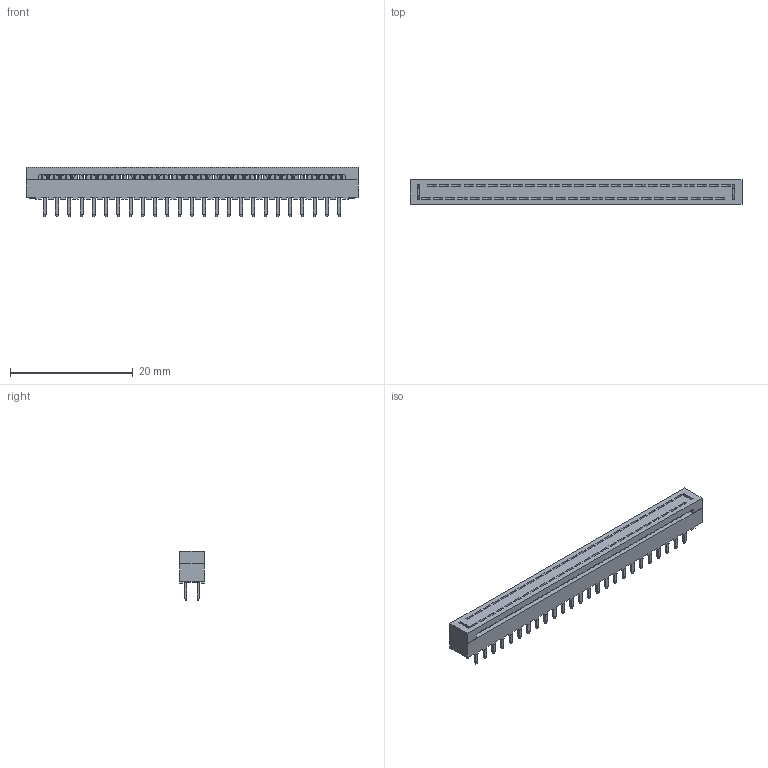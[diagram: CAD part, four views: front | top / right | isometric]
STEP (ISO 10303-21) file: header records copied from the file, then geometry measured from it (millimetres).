
FILE_DESCRIPTION( ( 'Unknown' ), '1' );
FILE_NAME( '62505022323.stp', 'Unknown', ( 'Unknown' ), ( 'Unknown' ), 'PSStep 15.0.49', 'Unknown', ' ' );
FILE_SCHEMA( ( 'AUTOMOTIVE_DESIGN { 1 0 10303 214 1 1 1 1 }' ) );
Length unit declared in the file: millimetre
Products named in the file (4): Assem1; 6250xx22323_PIN; 62505022323; 62505022323_PAD
Assembly tree (52 placements, depth 2):
  Assem1
    6250xx22323_PIN  x50
    62505022323
    62505022323_PAD
Bounding box: 54.1 x 4 x 8 mm (x, y, z)
Volume: 911.6 mm3; surface area: 2852 mm2
Topology: 52 solids, 52 shells, 1769 faces, 4945 edges, 3228 vertices
Faces by surface type: plane 1669, cylinder 100
Entity records: 38613 total; most frequent: CARTESIAN_POINT 5585, ORIENTED_EDGE 5578, DIRECTION 5065, EDGE_CURVE 2789, LINE 2393, VECTOR 2393, VERTEX_POINT 1856, AXIS2_PLACEMENT_3D 1336
